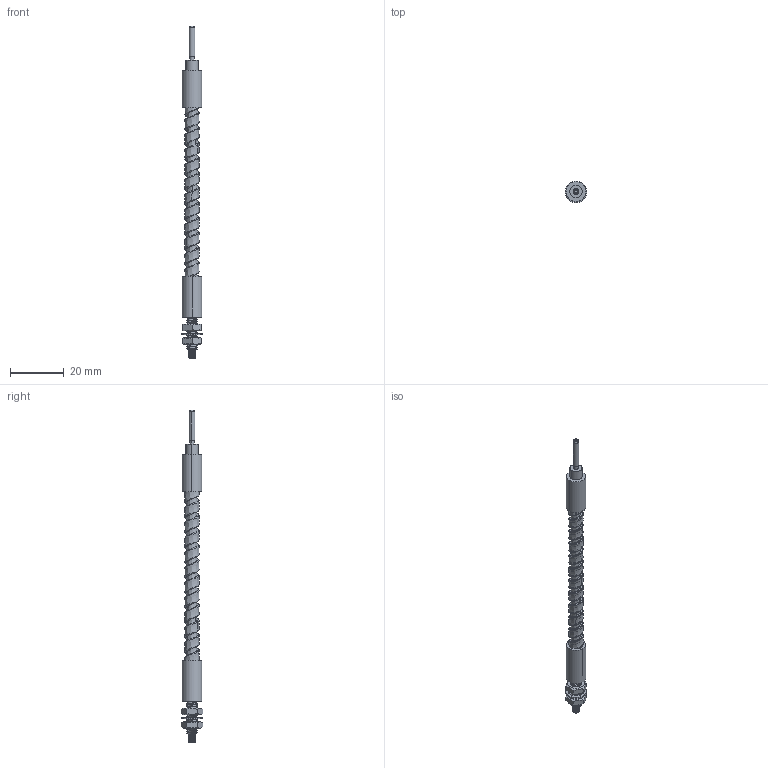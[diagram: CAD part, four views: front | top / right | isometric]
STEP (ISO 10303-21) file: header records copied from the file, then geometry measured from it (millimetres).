
FILE_DESCRIPTION((''),'2;1');
FILE_NAME('192759_ASM','2016-02-09T',('pdmadmin'),(''),'PRO/ENGINEER BY PARAMETRIC TECHNOLOGY CORPORATION, 2013230','PRO/ENGINEER BY PARAMETRIC TECHNOLOGY CORPORATION, 2013230','');
FILE_SCHEMA(('CONFIG_CONTROL_DESIGN'));
Length unit declared in the file: inch
Products named in the file (8): 29307; 40845; 40844; 15498_GENERIC; 36774; FIBER_CORE_1MM; 39999_ASM; 192759_ASM
Assembly tree (8 placements, depth 3):
  192759_ASM
    39999_ASM
      29307
      40845
      40844  x2
      15498_GENERIC
      36774
      FIBER_CORE_1MM
Bounding box: 8 x 8.08 x 123.95 mm (x, y, z)
Volume: 1546.7 mm3; surface area: 5266.5 mm2
Topology: 7 solids, 9 shells, 263 faces, 658 edges, 414 vertices
Faces by surface type: cylinder 108, bspline 80, plane 53, cone 18, torus 4
Entity records: 25561 total; most frequent: CARTESIAN_POINT 20027, ORIENTED_EDGE 1236, DIRECTION 908, EDGE_CURVE 620, VERTEX_POINT 390, AXIS2_PLACEMENT_3D 324, VECTOR 260, LINE 260
